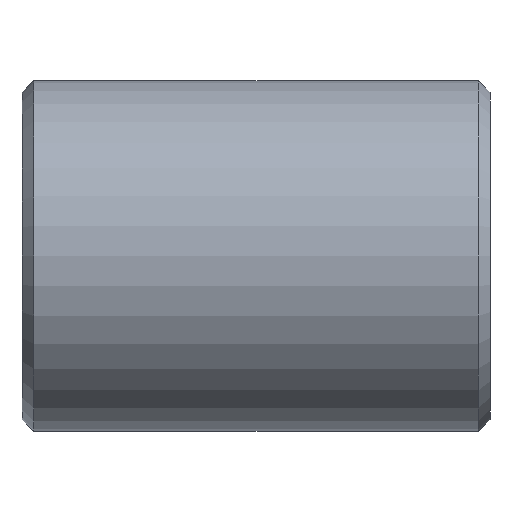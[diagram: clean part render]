
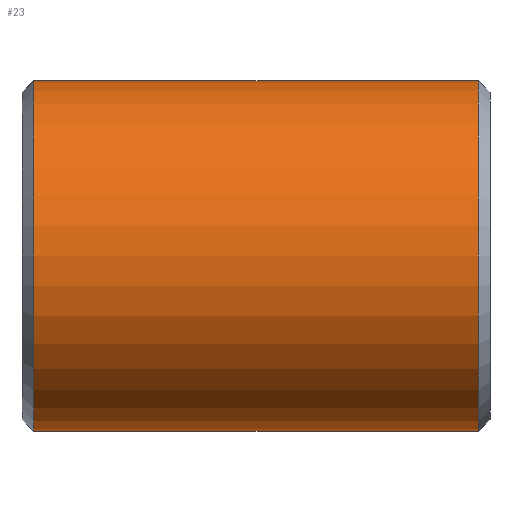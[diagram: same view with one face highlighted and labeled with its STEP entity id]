
A CAD part, left-side view. The second image highlights one B-rep face of the part: STEP entity #23.
In plain terms, the highlighted cylindrical face has radius 7.5 mm (diameter 15 mm), a partial arc.
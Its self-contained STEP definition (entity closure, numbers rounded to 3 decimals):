
#4 = ORIENTED_EDGE ( 'NONE', *, *, #35, .T. ) ;
#5 = ORIENTED_EDGE ( 'NONE', *, *, #6, .F. ) ;
#6 = EDGE_CURVE ( 'NONE', #111, #118, #294, .T. ) ;
#22 = EDGE_CURVE ( 'NONE', #31, #104, #240, .T. ) ;
#23 = ADVANCED_FACE ( 'NONE', ( #241 ), #233, .T. ) ;
#24 = EDGE_LOOP ( 'NONE', ( #292, #55, #4, #5 ) ) ;
#31 = VERTEX_POINT ( 'NONE', #141 ) ;
#35 = EDGE_CURVE ( 'NONE', #104, #118, #140, .T. ) ;
#55 = ORIENTED_EDGE ( 'NONE', *, *, #22, .T. ) ;
#100 = EDGE_CURVE ( 'NONE', #31, #111, #353, .T. ) ;
#104 = VERTEX_POINT ( 'NONE', #334 ) ;
#111 = VERTEX_POINT ( 'NONE', #316 ) ;
#118 = VERTEX_POINT ( 'NONE', #309 ) ;
#137 = DIRECTION ( 'NONE',  ( 0., 1., 0. ) ) ;
#138 = VECTOR ( 'NONE', #137, 1000. ) ;
#139 = CARTESIAN_POINT ( 'NONE',  ( 0., 20.182, 7.5 ) ) ;
#140 = LINE ( 'NONE', #139, #138 ) ;
#141 = CARTESIAN_POINT ( 'NONE',  ( 0., -9.5, -7.5 ) ) ;
#152 = DIRECTION ( 'NONE',  ( 0., 0., 1. ) ) ;
#231 = DIRECTION ( 'NONE',  ( 0., 1., 0. ) ) ;
#232 = AXIS2_PLACEMENT_3D ( 'NONE', #235, #231, #152 ) ;
#233 = CYLINDRICAL_SURFACE ( 'NONE', #232, 7.5 ) ;
#235 = CARTESIAN_POINT ( 'NONE',  ( 0., 20.182, 0. ) ) ;
#236 = DIRECTION ( 'NONE',  ( 0., 0., 1. ) ) ;
#237 = DIRECTION ( 'NONE',  ( 0., 1., 0. ) ) ;
#238 = CARTESIAN_POINT ( 'NONE',  ( 0., -9.5, 0. ) ) ;
#239 = AXIS2_PLACEMENT_3D ( 'NONE', #238, #237, #236 ) ;
#240 = CIRCLE ( 'NONE', #239, 7.5 ) ;
#241 = FACE_OUTER_BOUND ( 'NONE', #24, .T. ) ;
#243 = DIRECTION ( 'NONE',  ( 0., 0., 1. ) ) ;
#244 = DIRECTION ( 'NONE',  ( 0., 1., 0. ) ) ;
#245 = AXIS2_PLACEMENT_3D ( 'NONE', #293, #244, #243 ) ;
#292 = ORIENTED_EDGE ( 'NONE', *, *, #100, .F. ) ;
#293 = CARTESIAN_POINT ( 'NONE',  ( 0., 9.5, 0. ) ) ;
#294 = CIRCLE ( 'NONE', #245, 7.5 ) ;
#309 = CARTESIAN_POINT ( 'NONE',  ( 0., 9.5, 7.5 ) ) ;
#316 = CARTESIAN_POINT ( 'NONE',  ( 0., 9.5, -7.5 ) ) ;
#334 = CARTESIAN_POINT ( 'NONE',  ( 0., -9.5, 7.5 ) ) ;
#346 = DIRECTION ( 'NONE',  ( 0., 1., 0. ) ) ;
#347 = VECTOR ( 'NONE', #346, 1000. ) ;
#348 = CARTESIAN_POINT ( 'NONE',  ( 0., 20.182, -7.5 ) ) ;
#353 = LINE ( 'NONE', #348, #347 ) ;
